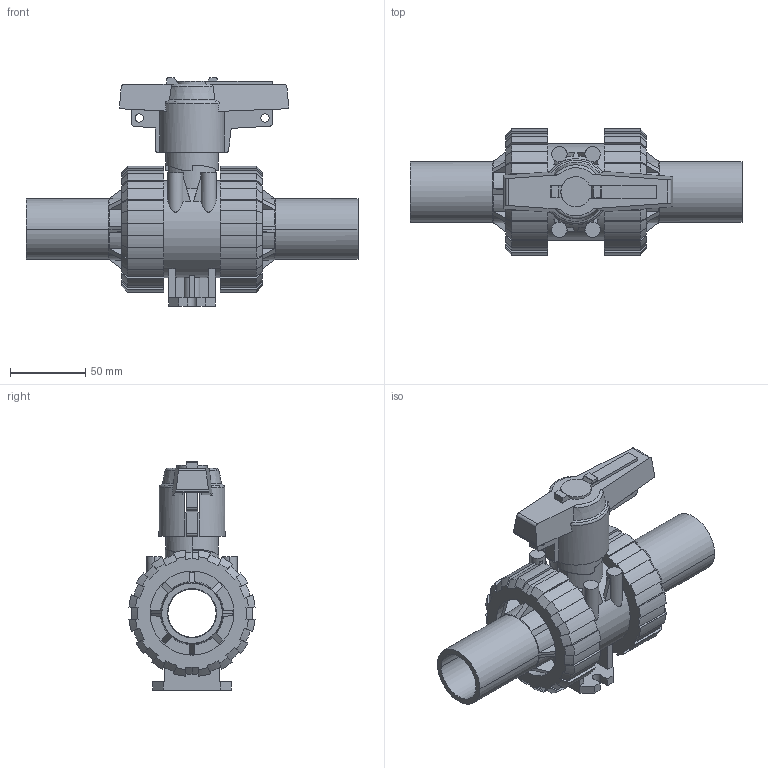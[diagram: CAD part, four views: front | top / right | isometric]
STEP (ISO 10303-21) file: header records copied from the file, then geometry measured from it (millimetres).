
FILE_DESCRIPTION(('STEP AP214'),'1');
FILE_NAME('cctmp_F70BA38D-F48F-49CF-8B18-41039258F906_2021_10_20_13_37_33_0423..stp','2021-10-20T11:37:34',('Praher Valves GmbH'),('CADClick - www.CADClick.com'),'Spatial InterOp 3D',' ','unknown authorization');
FILE_SCHEMA(('AUTOMOTIVE_DESIGN'));
Length unit declared in the file: millimetre
Products named in the file (7): cc_unnamed; 210442_5; 210442_4; 210442_3; 210442_2; 210442_1; 210442
Assembly tree (6 placements, depth 2):
  cc_unnamed
    210442_5
    210442_4
    210442_3
    210442_2
    210442_1
    210442
Bounding box: 220 x 83.61 x 151.27 mm (x, y, z)
Volume: 512633 mm3; surface area: 145899.5 mm2
Topology: 6 solids, 6 shells, 516 faces, 1480 edges, 982 vertices
Faces by surface type: plane 250, cylinder 122, cone 80, bspline 56, torus 8
Entity records: 23573 total; most frequent: CARTESIAN_POINT 6400, ORIENTED_EDGE 2960, DIRECTION 2426, EDGE_CURVE 1480, VERTEX_POINT 982, AXIS2_PLACEMENT_3D 865, LINE 696, VECTOR 696
